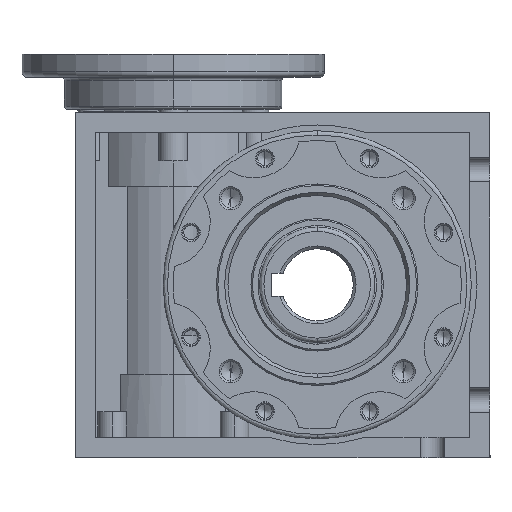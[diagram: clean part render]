
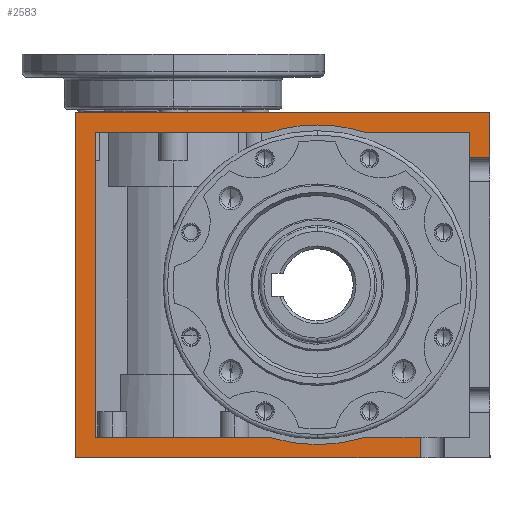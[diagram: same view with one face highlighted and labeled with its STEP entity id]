
A CAD part, left-side view. The second image highlights one B-rep face of the part: STEP entity #2583.
In plain terms, the highlighted face is planar.
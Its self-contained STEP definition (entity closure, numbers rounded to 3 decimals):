
#251 = VERTEX_POINT ( 'NONE', #8389 ) ;
#518 = EDGE_CURVE ( 'NONE', #519, #251, #8995, .T. ) ;
#519 = VERTEX_POINT ( 'NONE', #8990 ) ;
#2126 = VERTEX_POINT ( 'NONE', #12543 ) ;
#2128 = EDGE_CURVE ( 'NONE', #2314, #2126, #12542, .T. ) ;
#2306 = VERTEX_POINT ( 'NONE', #12693 ) ;
#2308 = EDGE_CURVE ( 'NONE', #2126, #2306, #12735, .T. ) ;
#2314 = VERTEX_POINT ( 'NONE', #12659 ) ;
#2316 = EDGE_CURVE ( 'NONE', #9200, #2314, #12799, .T. ) ;
#2365 = VERTEX_POINT ( 'NONE', #12710 ) ;
#2366 = ORIENTED_EDGE ( 'NONE', *, *, #4817, .T. ) ;
#2367 = ORIENTED_EDGE ( 'NONE', *, *, #2368, .T. ) ;
#2368 = EDGE_CURVE ( 'NONE', #4935, #2369, #12709, .T. ) ;
#2369 = VERTEX_POINT ( 'NONE', #12705 ) ;
#2370 = ORIENTED_EDGE ( 'NONE', *, *, #2483, .T. ) ;
#2371 = VERTEX_POINT ( 'NONE', #12704 ) ;
#2372 = ORIENTED_EDGE ( 'NONE', *, *, #2373, .T. ) ;
#2373 = EDGE_CURVE ( 'NONE', #2371, #2374, #12703, .T. ) ;
#2374 = VERTEX_POINT ( 'NONE', #12699 ) ;
#2375 = ORIENTED_EDGE ( 'NONE', *, *, #2376, .T. ) ;
#2376 = EDGE_CURVE ( 'NONE', #2374, #519, #12758, .T. ) ;
#2429 = EDGE_CURVE ( 'NONE', #2592, #2365, #12992, .T. ) ;
#2455 = EDGE_CURVE ( 'NONE', #2365, #9203, #12878, .T. ) ;
#2483 = EDGE_CURVE ( 'NONE', #2369, #2484, #12907, .T. ) ;
#2484 = VERTEX_POINT ( 'NONE', #12902 ) ;
#2485 = ORIENTED_EDGE ( 'NONE', *, *, #2486, .T. ) ;
#2486 = EDGE_CURVE ( 'NONE', #2484, #2371, #12901, .T. ) ;
#2491 = ORIENTED_EDGE ( 'NONE', *, *, #2316, .T. ) ;
#2493 = ORIENTED_EDGE ( 'NONE', *, *, #9202, .T. ) ;
#2583 = ADVANCED_FACE ( 'NONE', ( #13130 ), #13195, .T. ) ;
#2584 = EDGE_LOOP ( 'NONE', ( #2366, #2367, #2370, #2485, #2372, #2375, #2586, #2587, #2590, #2593, #2644, #2493, #2491, #2628, #2629 ) ) ;
#2586 = ORIENTED_EDGE ( 'NONE', *, *, #518, .T. ) ;
#2587 = ORIENTED_EDGE ( 'NONE', *, *, #2588, .T. ) ;
#2588 = EDGE_CURVE ( 'NONE', #251, #2589, #13098, .T. ) ;
#2589 = VERTEX_POINT ( 'NONE', #13114 ) ;
#2590 = ORIENTED_EDGE ( 'NONE', *, *, #2591, .T. ) ;
#2591 = EDGE_CURVE ( 'NONE', #2589, #2592, #13113, .T. ) ;
#2592 = VERTEX_POINT ( 'NONE', #13126 ) ;
#2593 = ORIENTED_EDGE ( 'NONE', *, *, #2429, .T. ) ;
#2628 = ORIENTED_EDGE ( 'NONE', *, *, #2128, .T. ) ;
#2629 = ORIENTED_EDGE ( 'NONE', *, *, #2308, .T. ) ;
#2644 = ORIENTED_EDGE ( 'NONE', *, *, #2455, .T. ) ;
#4817 = EDGE_CURVE ( 'NONE', #2306, #4935, #18420, .T. ) ;
#4935 = VERTEX_POINT ( 'NONE', #18648 ) ;
#8389 = CARTESIAN_POINT ( 'NONE',  ( 55.5, 0., 42.5 ) ) ;
#8990 = CARTESIAN_POINT ( 'NONE',  ( 53., 16.47, 42.5 ) ) ;
#8991 = DIRECTION ( 'NONE',  ( 1., 0., 0. ) ) ;
#8992 = DIRECTION ( 'NONE',  ( 0., 0., -1. ) ) ;
#8993 = CARTESIAN_POINT ( 'NONE',  ( 0., 0., 42.5 ) ) ;
#8994 = AXIS2_PLACEMENT_3D ( 'NONE', #8993, #8992, #8991 ) ;
#8995 = CIRCLE ( 'NONE', #8994, 55.5 ) ;
#9200 = VERTEX_POINT ( 'NONE', #24482 ) ;
#9202 = EDGE_CURVE ( 'NONE', #9203, #9200, #24481, .T. ) ;
#9203 = VERTEX_POINT ( 'NONE', #24477 ) ;
#12539 = DIRECTION ( 'NONE',  ( -1., 0., 0. ) ) ;
#12540 = VECTOR ( 'NONE', #12539, 1000. ) ;
#12541 = CARTESIAN_POINT ( 'NONE',  ( -60., 84., 42.5 ) ) ;
#12542 = LINE ( 'NONE', #12541, #12540 ) ;
#12543 = CARTESIAN_POINT ( 'NONE',  ( -60., 84., 42.5 ) ) ;
#12659 = CARTESIAN_POINT ( 'NONE',  ( 60., 84., 42.5 ) ) ;
#12693 = CARTESIAN_POINT ( 'NONE',  ( -60., -35.75, 42.5 ) ) ;
#12699 = CARTESIAN_POINT ( 'NONE',  ( 53., 77., 42.5 ) ) ;
#12700 = DIRECTION ( 'NONE',  ( 1., 0., 0. ) ) ;
#12701 = VECTOR ( 'NONE', #12700, 1000. ) ;
#12702 = CARTESIAN_POINT ( 'NONE',  ( 53., 77., 42.5 ) ) ;
#12703 = LINE ( 'NONE', #12702, #12701 ) ;
#12704 = CARTESIAN_POINT ( 'NONE',  ( -53., 77., 42.5 ) ) ;
#12705 = CARTESIAN_POINT ( 'NONE',  ( -53., -16.47, 42.5 ) ) ;
#12706 = DIRECTION ( 'NONE',  ( 0., 1., 0. ) ) ;
#12707 = VECTOR ( 'NONE', #12706, 1000. ) ;
#12708 = CARTESIAN_POINT ( 'NONE',  ( -53., 77., 42.5 ) ) ;
#12709 = LINE ( 'NONE', #12708, #12707 ) ;
#12710 = CARTESIAN_POINT ( 'NONE',  ( 44.25, -53., 42.5 ) ) ;
#12732 = DIRECTION ( 'NONE',  ( 0., -1., 0. ) ) ;
#12733 = VECTOR ( 'NONE', #12732, 1000. ) ;
#12734 = CARTESIAN_POINT ( 'NONE',  ( -60., -60., 42.5 ) ) ;
#12735 = LINE ( 'NONE', #12734, #12733 ) ;
#12755 = DIRECTION ( 'NONE',  ( 0., -1., 0. ) ) ;
#12756 = VECTOR ( 'NONE', #12755, 1000. ) ;
#12757 = CARTESIAN_POINT ( 'NONE',  ( 53., -53., 42.5 ) ) ;
#12758 = LINE ( 'NONE', #12757, #12756 ) ;
#12796 = DIRECTION ( 'NONE',  ( 0., 1., 0. ) ) ;
#12797 = VECTOR ( 'NONE', #12796, 1000. ) ;
#12798 = CARTESIAN_POINT ( 'NONE',  ( 60., -60., 42.5 ) ) ;
#12799 = LINE ( 'NONE', #12798, #12797 ) ;
#12821 = DIRECTION ( 'NONE',  ( 0., -1., 0. ) ) ;
#12822 = VECTOR ( 'NONE', #12821, 1000. ) ;
#12823 = CARTESIAN_POINT ( 'NONE',  ( 44.25, -60., 42.5 ) ) ;
#12878 = LINE ( 'NONE', #12823, #12822 ) ;
#12898 = DIRECTION ( 'NONE',  ( 0., 1., 0. ) ) ;
#12899 = VECTOR ( 'NONE', #12898, 1000. ) ;
#12900 = CARTESIAN_POINT ( 'NONE',  ( -53., 77., 42.5 ) ) ;
#12901 = LINE ( 'NONE', #12900, #12899 ) ;
#12902 = CARTESIAN_POINT ( 'NONE',  ( -53., 16.47, 42.5 ) ) ;
#12903 = DIRECTION ( 'NONE',  ( 1., 0., 0. ) ) ;
#12904 = DIRECTION ( 'NONE',  ( 0., 0., -1. ) ) ;
#12905 = CARTESIAN_POINT ( 'NONE',  ( 0., 0., 42.5 ) ) ;
#12906 = AXIS2_PLACEMENT_3D ( 'NONE', #12905, #12904, #12903 ) ;
#12907 = CIRCLE ( 'NONE', #12906, 55.5 ) ;
#12989 = DIRECTION ( 'NONE',  ( -1., 0., 0. ) ) ;
#12990 = VECTOR ( 'NONE', #12989, 1000. ) ;
#12991 = CARTESIAN_POINT ( 'NONE',  ( -53., -53., 42.5 ) ) ;
#12992 = LINE ( 'NONE', #12991, #12990 ) ;
#13076 = DIRECTION ( 'NONE',  ( 1., 0., 0. ) ) ;
#13077 = DIRECTION ( 'NONE',  ( 0., 0., 1. ) ) ;
#13098 = CIRCLE ( 'NONE', #13219, 55.5 ) ;
#13113 = LINE ( 'NONE', #13129, #13128 ) ;
#13114 = CARTESIAN_POINT ( 'NONE',  ( 53., -16.47, 42.5 ) ) ;
#13116 = CARTESIAN_POINT ( 'NONE',  ( -60., -60., 42.5 ) ) ;
#13117 = AXIS2_PLACEMENT_3D ( 'NONE', #13116, #13077, #13076 ) ;
#13126 = CARTESIAN_POINT ( 'NONE',  ( 53., -53., 42.5 ) ) ;
#13127 = DIRECTION ( 'NONE',  ( 0., -1., 0. ) ) ;
#13128 = VECTOR ( 'NONE', #13127, 1000. ) ;
#13129 = CARTESIAN_POINT ( 'NONE',  ( 53., -53., 42.5 ) ) ;
#13130 = FACE_OUTER_BOUND ( 'NONE', #2584, .T. ) ;
#13195 = PLANE ( 'NONE',  #13117 ) ;
#13216 = DIRECTION ( 'NONE',  ( 1., 0., 0. ) ) ;
#13217 = DIRECTION ( 'NONE',  ( 0., 0., -1. ) ) ;
#13218 = CARTESIAN_POINT ( 'NONE',  ( 0., 0., 42.5 ) ) ;
#13219 = AXIS2_PLACEMENT_3D ( 'NONE', #13218, #13217, #13216 ) ;
#18417 = DIRECTION ( 'NONE',  ( 1., 0., 0. ) ) ;
#18418 = VECTOR ( 'NONE', #18417, 1000. ) ;
#18419 = CARTESIAN_POINT ( 'NONE',  ( -60., -35.75, 42.5 ) ) ;
#18420 = LINE ( 'NONE', #18419, #18418 ) ;
#18648 = CARTESIAN_POINT ( 'NONE',  ( -53., -35.75, 42.5 ) ) ;
#24477 = CARTESIAN_POINT ( 'NONE',  ( 44.25, -60., 42.5 ) ) ;
#24478 = DIRECTION ( 'NONE',  ( 1., 0., 0. ) ) ;
#24479 = VECTOR ( 'NONE', #24478, 1000. ) ;
#24480 = CARTESIAN_POINT ( 'NONE',  ( -60., -60., 42.5 ) ) ;
#24481 = LINE ( 'NONE', #24480, #24479 ) ;
#24482 = CARTESIAN_POINT ( 'NONE',  ( 60., -60., 42.5 ) ) ;
